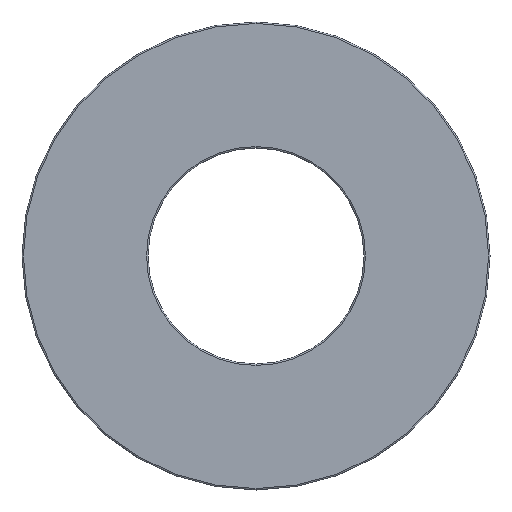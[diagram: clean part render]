
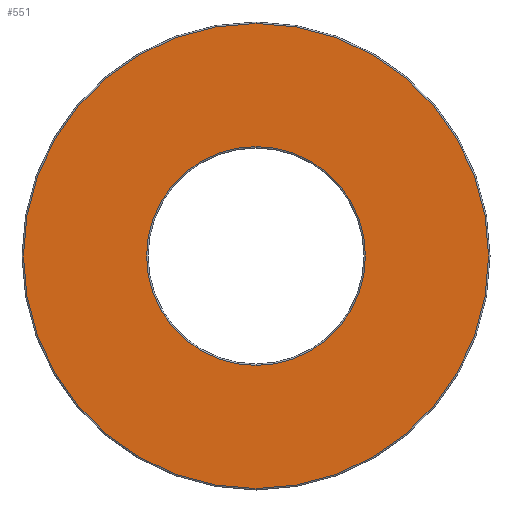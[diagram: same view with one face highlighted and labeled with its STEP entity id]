
A CAD part, front view. The second image highlights one B-rep face of the part: STEP entity #551.
In plain terms, the highlighted planar face has unit normal (0, -1, 0).
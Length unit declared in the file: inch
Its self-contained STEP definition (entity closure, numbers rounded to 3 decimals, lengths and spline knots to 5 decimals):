
#22 = VERTEX_POINT ( 'NONE', #1029 ) ;
#36 = ORIENTED_EDGE ( 'NONE', *, *, #126, .T. ) ;
#37 = CARTESIAN_POINT ( 'NONE',  ( 0., -0.1245, 0. ) ) ;
#111 = VERTEX_POINT ( 'NONE', #1474 ) ;
#126 = EDGE_CURVE ( 'NONE', #1281, #22, #1481, .T. ) ;
#155 = EDGE_CURVE ( 'NONE', #1758, #111, #1045, .T. ) ;
#202 = DIRECTION ( 'NONE',  ( 0., 0., 1. ) ) ;
#370 = DIRECTION ( 'NONE',  ( 0., -1., 0. ) ) ;
#376 = DIRECTION ( 'NONE',  ( 0., 1., 0. ) ) ;
#385 = CARTESIAN_POINT ( 'NONE',  ( 0., -0.1245, 0. ) ) ;
#410 = CARTESIAN_POINT ( 'NONE',  ( 0., -0.1245, 0.18999 ) ) ;
#537 = DIRECTION ( 'NONE',  ( 0., 0., 1. ) ) ;
#547 = AXIS2_PLACEMENT_3D ( 'NONE', #1313, #370, #1482 ) ;
#549 = FACE_OUTER_BOUND ( 'NONE', #1216, .T. ) ;
#551 = ADVANCED_FACE ( 'NONE', ( #918, #549 ), #764, .F. ) ;
#558 = CIRCLE ( 'NONE', #1854, 0.18999 ) ;
#731 = ORIENTED_EDGE ( 'NONE', *, *, #155, .T. ) ;
#755 = AXIS2_PLACEMENT_3D ( 'NONE', #37, #1150, #202 ) ;
#764 = PLANE ( 'NONE',  #1453 ) ;
#918 = FACE_BOUND ( 'NONE', #1666, .T. ) ;
#926 = DIRECTION ( 'NONE',  ( 0., 0., 1. ) ) ;
#985 = CARTESIAN_POINT ( 'NONE',  ( 0., -0.1245, 0.40376 ) ) ;
#1029 = CARTESIAN_POINT ( 'NONE',  ( 0., -0.1245, -0.40376 ) ) ;
#1045 = CIRCLE ( 'NONE', #755, 0.18999 ) ;
#1054 = ORIENTED_EDGE ( 'NONE', *, *, #1319, .T. ) ;
#1150 = DIRECTION ( 'NONE',  ( 0., 1., 0. ) ) ;
#1216 = EDGE_LOOP ( 'NONE', ( #36, #1484 ) ) ;
#1281 = VERTEX_POINT ( 'NONE', #985 ) ;
#1313 = CARTESIAN_POINT ( 'NONE',  ( 0., -0.1245, 0. ) ) ;
#1315 = CARTESIAN_POINT ( 'NONE',  ( 0., -0.1245, 0. ) ) ;
#1319 = EDGE_CURVE ( 'NONE', #111, #1758, #558, .T. ) ;
#1453 = AXIS2_PLACEMENT_3D ( 'NONE', #1581, #1914, #926 ) ;
#1474 = CARTESIAN_POINT ( 'NONE',  ( 0., -0.1245, -0.18999 ) ) ;
#1481 = CIRCLE ( 'NONE', #547, 0.40376 ) ;
#1482 = DIRECTION ( 'NONE',  ( 0., 0., 1. ) ) ;
#1484 = ORIENTED_EDGE ( 'NONE', *, *, #1597, .T. ) ;
#1488 = DIRECTION ( 'NONE',  ( 0., 0., 1. ) ) ;
#1502 = DIRECTION ( 'NONE',  ( 0., -1., 0. ) ) ;
#1522 = AXIS2_PLACEMENT_3D ( 'NONE', #385, #1502, #537 ) ;
#1581 = CARTESIAN_POINT ( 'NONE',  ( 0., -0.1245, 0.40625 ) ) ;
#1597 = EDGE_CURVE ( 'NONE', #22, #1281, #1682, .T. ) ;
#1666 = EDGE_LOOP ( 'NONE', ( #731, #1054 ) ) ;
#1682 = CIRCLE ( 'NONE', #1522, 0.40376 ) ;
#1758 = VERTEX_POINT ( 'NONE', #410 ) ;
#1854 = AXIS2_PLACEMENT_3D ( 'NONE', #1315, #376, #1488 ) ;
#1914 = DIRECTION ( 'NONE',  ( 0., 1., 0. ) ) ;
